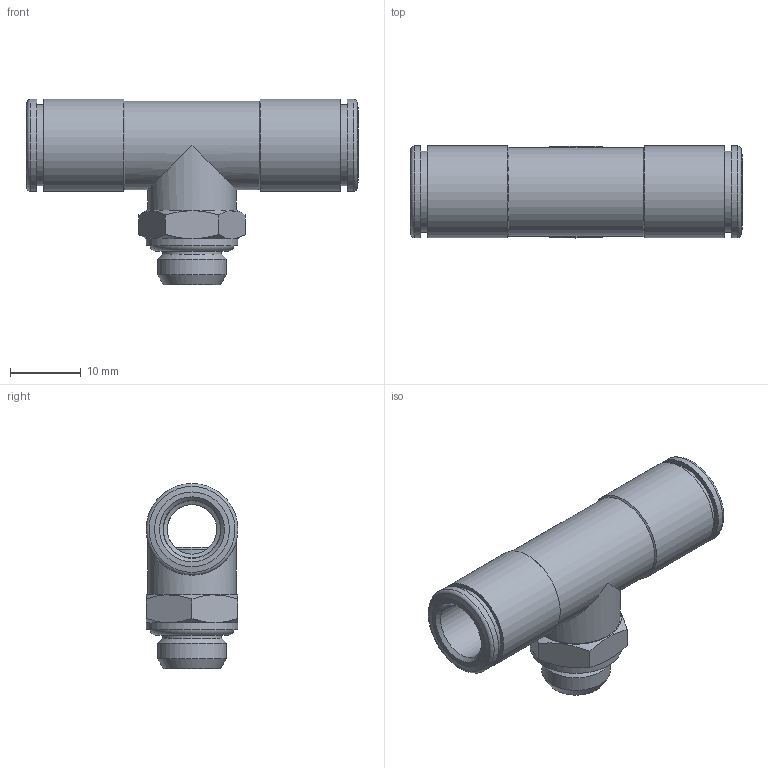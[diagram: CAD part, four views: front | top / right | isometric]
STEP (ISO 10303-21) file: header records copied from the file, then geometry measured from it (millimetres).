
FILE_DESCRIPTION(/* description */ (''),/* implementation_level */ '2;1');
FILE_NAME(/* name */ 'V202005-IPSO_020_8_G18_12.04.16',/* time_stamp */ '2016-04-12T07:54:46+02:00',/* author */ (''),/* organization */ ('sopra-pneumatic'),/* preprocessor_version */ 'ST-DEVELOPER v14',/* originating_system */ 'HiCAD 2013 1802.4 Build 509',/* authorisation */ '');
FILE_SCHEMA (('AUTOMOTIVE_DESIGN { 1 0 10303 214 1 1 1 1 }'));
Length unit declared in the file: millimetre
Products named in the file (6): Root; OR 7.2X1.9; DR8-1_NEU; 214602-N2_GEW.-_1-8_1-8; R202005-i1-N2
Assembly tree (5 placements, depth 2):
  Root
    OR 7.2X1.9
    DR8-1_NEU
    DR8-1_NEU
    214602-N2_GEW.-_1-8_1-8
    R202005-i1-N2
Bounding box: 47 x 13 x 26.2 mm (x, y, z)
Volume: 4236.4 mm3; surface area: 6061.4 mm2
Topology: 5 solids, 5 shells, 89 faces, 186 edges, 112 vertices
Faces by surface type: cone 33, cylinder 28, plane 23, torus 5
Full cylindrical faces by diameter (mm): 5.5 x1, 7 x2, 8.1 x2, 8.2 x2, 8.3 x1, 9 x2, 9.728 x1, 10.1 x4, 11 x2, 11.5 x2, 11.6 x2, 12.5 x2, 13 x5
Entity records: 4515 total; most frequent: CARTESIAN_POINT 1525, DIRECTION 404, PRESENTATION_STYLE_ASSIGNMENT 243, OVER_RIDING_STYLED_ITEM 238, COLOUR_RGB 227, DRAUGHTING_PRE_DEFINED_CURVE_FONT 224, CURVE_STYLE 224, ORIENTED_EDGE 224
